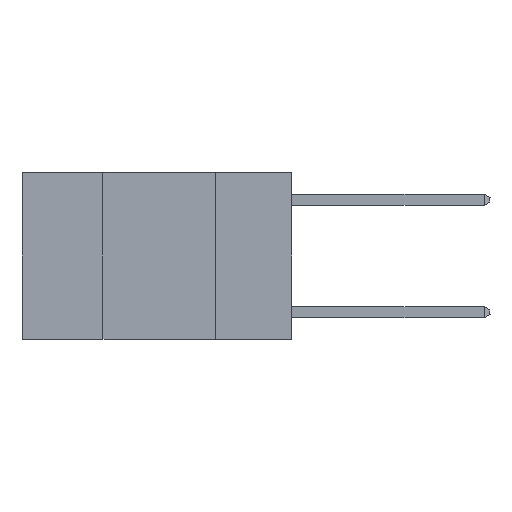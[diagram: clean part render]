
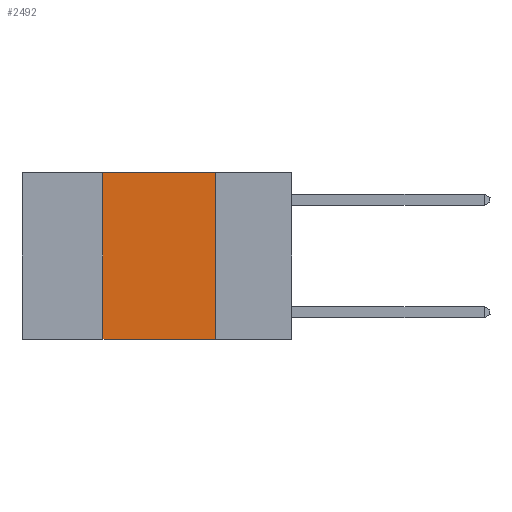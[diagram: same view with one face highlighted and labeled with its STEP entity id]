
A CAD part, left-side view. The second image highlights one B-rep face of the part: STEP entity #2492.
In plain terms, the highlighted planar face has unit normal (-1, 0, 0).
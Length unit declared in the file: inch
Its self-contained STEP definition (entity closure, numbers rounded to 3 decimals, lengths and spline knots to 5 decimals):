
#13 = LINE ( 'NONE', #969, #10614 ) ;
#781 = DIRECTION ( 'NONE',  ( 0., -1., 0. ) ) ;
#969 = CARTESIAN_POINT ( 'NONE',  ( 0., 0.17, 0. ) ) ;
#1835 = CARTESIAN_POINT ( 'NONE',  ( 0., 0.42, 0. ) ) ;
#2155 = VERTEX_POINT ( 'NONE', #8908 ) ;
#2492 = ADVANCED_FACE ( 'NONE', ( #4530 ), #7269, .F. ) ;
#2587 = EDGE_CURVE ( 'NONE', #4502, #2155, #9629, .T. ) ;
#2641 = EDGE_CURVE ( 'NONE', #4502, #3144, #11585, .T. ) ;
#3041 = VECTOR ( 'NONE', #11286, 39.37008 ) ;
#3144 = VERTEX_POINT ( 'NONE', #1835 ) ;
#3323 = DIRECTION ( 'NONE',  ( 0., 0., 1. ) ) ;
#3669 = CARTESIAN_POINT ( 'NONE',  ( 0., 0.6, 0. ) ) ;
#3844 = DIRECTION ( 'NONE',  ( 0., 0., -1. ) ) ;
#3865 = DIRECTION ( 'NONE',  ( 0., 0., -1. ) ) ;
#3992 = VECTOR ( 'NONE', #781, 39.37008 ) ;
#4446 = CARTESIAN_POINT ( 'NONE',  ( 0., 0.42, 0. ) ) ;
#4502 = VERTEX_POINT ( 'NONE', #10886 ) ;
#4530 = FACE_OUTER_BOUND ( 'NONE', #11562, .T. ) ;
#5460 = EDGE_CURVE ( 'NONE', #10007, #2155, #13, .T. ) ;
#5567 = LINE ( 'NONE', #3669, #3992 ) ;
#5639 = ORIENTED_EDGE ( 'NONE', *, *, #11584, .F. ) ;
#6397 = CARTESIAN_POINT ( 'NONE',  ( 0., 0.6, 0. ) ) ;
#7154 = CARTESIAN_POINT ( 'NONE',  ( 0., 0.17, 0. ) ) ;
#7269 = PLANE ( 'NONE',  #8039 ) ;
#7600 = CARTESIAN_POINT ( 'NONE',  ( 0., 0.6, -0.37 ) ) ;
#8039 = AXIS2_PLACEMENT_3D ( 'NONE', #6397, #8223, #3844 ) ;
#8223 = DIRECTION ( 'NONE',  ( 1., 0., 0. ) ) ;
#8258 = ORIENTED_EDGE ( 'NONE', *, *, #2641, .F. ) ;
#8908 = CARTESIAN_POINT ( 'NONE',  ( 0., 0.17, -0.37 ) ) ;
#8937 = ORIENTED_EDGE ( 'NONE', *, *, #2587, .T. ) ;
#9629 = LINE ( 'NONE', #7600, #3041 ) ;
#10007 = VERTEX_POINT ( 'NONE', #7154 ) ;
#10234 = ORIENTED_EDGE ( 'NONE', *, *, #5460, .F. ) ;
#10614 = VECTOR ( 'NONE', #3865, 39.37008 ) ;
#10886 = CARTESIAN_POINT ( 'NONE',  ( 0., 0.42, -0.37 ) ) ;
#11116 = VECTOR ( 'NONE', #3323, 39.37008 ) ;
#11286 = DIRECTION ( 'NONE',  ( 0., -1., 0. ) ) ;
#11562 = EDGE_LOOP ( 'NONE', ( #10234, #5639, #8258, #8937 ) ) ;
#11584 = EDGE_CURVE ( 'NONE', #3144, #10007, #5567, .T. ) ;
#11585 = LINE ( 'NONE', #4446, #11116 ) ;
